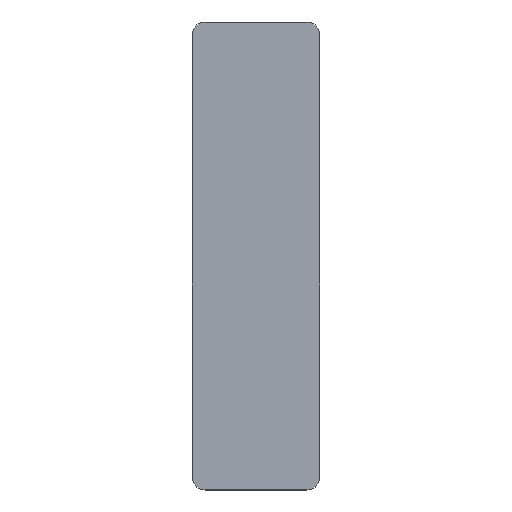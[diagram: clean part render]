
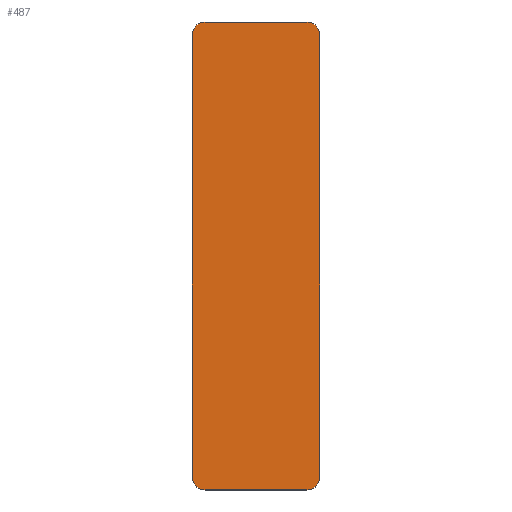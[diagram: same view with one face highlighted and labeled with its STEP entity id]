
A CAD part, top view. The second image highlights one B-rep face of the part: STEP entity #487.
In plain terms, the highlighted planar face has unit normal (0, 0, 1).
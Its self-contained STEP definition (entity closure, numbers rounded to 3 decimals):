
#294=AXIS2_PLACEMENT_3D('Circle Axis2P3D',#292,#293,$) ;
#349=AXIS2_PLACEMENT_3D('Circle Axis2P3D',#347,#348,$) ;
#397=AXIS2_PLACEMENT_3D('Circle Axis2P3D',#395,#396,$) ;
#445=AXIS2_PLACEMENT_3D('Circle Axis2P3D',#443,#444,$) ;
#475=AXIS2_PLACEMENT_3D('Plane Axis2P3D',#472,#473,#474) ;
#289=CARTESIAN_POINT('Vertex',(3.6,14.7,2.)) ;
#292=CARTESIAN_POINT('Axis2P3D Location',(3.6,14.3,2.)) ;
#296=CARTESIAN_POINT('Vertex',(4.,14.3,2.)) ;
#320=CARTESIAN_POINT('Vertex',(0.4,14.7,2.)) ;
#323=CARTESIAN_POINT('Line Origine',(2.,14.7,2.)) ;
#344=CARTESIAN_POINT('Vertex',(0.,14.3,2.)) ;
#347=CARTESIAN_POINT('Axis2P3D Location',(0.4,14.3,2.)) ;
#368=CARTESIAN_POINT('Vertex',(0.,0.4,2.)) ;
#371=CARTESIAN_POINT('Line Origine',(0.,7.35,2.)) ;
#392=CARTESIAN_POINT('Vertex',(0.4,0.,2.)) ;
#395=CARTESIAN_POINT('Axis2P3D Location',(0.4,0.4,2.)) ;
#416=CARTESIAN_POINT('Vertex',(3.6,0.,2.)) ;
#419=CARTESIAN_POINT('Line Origine',(2.,0.,2.)) ;
#440=CARTESIAN_POINT('Vertex',(4.,0.4,2.)) ;
#443=CARTESIAN_POINT('Axis2P3D Location',(3.6,0.4,2.)) ;
#460=CARTESIAN_POINT('Line Origine',(4.,7.35,2.)) ;
#472=CARTESIAN_POINT('Axis2P3D Location',(2.,0.,2.)) ;
#293=DIRECTION('Axis2P3D Direction',(0.,0.,1.)) ;
#324=DIRECTION('Vector Direction',(-1.,0.,0.)) ;
#348=DIRECTION('Axis2P3D Direction',(0.,0.,1.)) ;
#372=DIRECTION('Vector Direction',(0.,1.,0.)) ;
#396=DIRECTION('Axis2P3D Direction',(0.,0.,1.)) ;
#420=DIRECTION('Vector Direction',(1.,0.,0.)) ;
#444=DIRECTION('Axis2P3D Direction',(0.,0.,1.)) ;
#461=DIRECTION('Vector Direction',(0.,-1.,0.)) ;
#473=DIRECTION('Axis2P3D Direction',(0.,0.,1.)) ;
#474=DIRECTION('Axis2P3D XDirection',(0.,-1.,0.)) ;
#325=VECTOR('Line Direction',#324,1.) ;
#373=VECTOR('Line Direction',#372,1.) ;
#421=VECTOR('Line Direction',#420,1.) ;
#462=VECTOR('Line Direction',#461,1.) ;
#478=ORIENTED_EDGE('',*,*,#298,.T.) ;
#479=ORIENTED_EDGE('',*,*,#327,.T.) ;
#480=ORIENTED_EDGE('',*,*,#351,.T.) ;
#481=ORIENTED_EDGE('',*,*,#375,.T.) ;
#482=ORIENTED_EDGE('',*,*,#399,.T.) ;
#483=ORIENTED_EDGE('',*,*,#423,.T.) ;
#484=ORIENTED_EDGE('',*,*,#447,.T.) ;
#485=ORIENTED_EDGE('',*,*,#464,.T.) ;
#487=ADVANCED_FACE('S3D-gedreht',(#486),#476,.T.) ;
#295=CIRCLE('generated circle',#294,0.4) ;
#350=CIRCLE('generated circle',#349,0.4) ;
#398=CIRCLE('generated circle',#397,0.4) ;
#446=CIRCLE('generated circle',#445,0.4) ;
#298=EDGE_CURVE('',#297,#290,#295,.T.) ;
#327=EDGE_CURVE('',#290,#321,#326,.T.) ;
#351=EDGE_CURVE('',#321,#345,#350,.T.) ;
#375=EDGE_CURVE('',#345,#369,#374,.F.) ;
#399=EDGE_CURVE('',#369,#393,#398,.T.) ;
#423=EDGE_CURVE('',#393,#417,#422,.T.) ;
#447=EDGE_CURVE('',#417,#441,#446,.T.) ;
#464=EDGE_CURVE('',#441,#297,#463,.F.) ;
#477=EDGE_LOOP('',(#478,#479,#480,#481,#482,#483,#484,#485)) ;
#486=FACE_OUTER_BOUND('',#477,.T.) ;
#326=LINE('Line',#323,#325) ;
#374=LINE('Line',#371,#373) ;
#422=LINE('Line',#419,#421) ;
#463=LINE('Line',#460,#462) ;
#476=PLANE('',#475) ;
#290=VERTEX_POINT('',#289) ;
#297=VERTEX_POINT('',#296) ;
#321=VERTEX_POINT('',#320) ;
#345=VERTEX_POINT('',#344) ;
#369=VERTEX_POINT('',#368) ;
#393=VERTEX_POINT('',#392) ;
#417=VERTEX_POINT('',#416) ;
#441=VERTEX_POINT('',#440) ;
